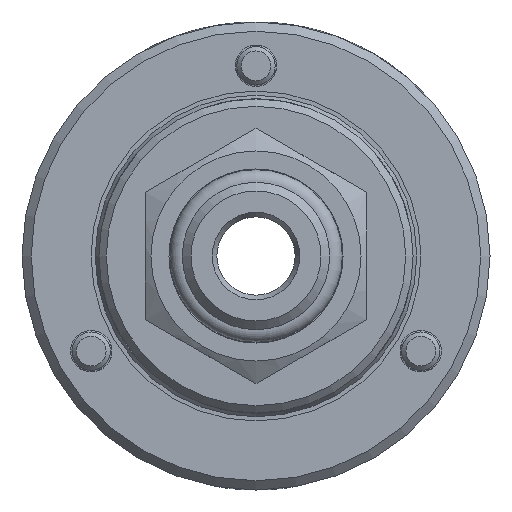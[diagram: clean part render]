
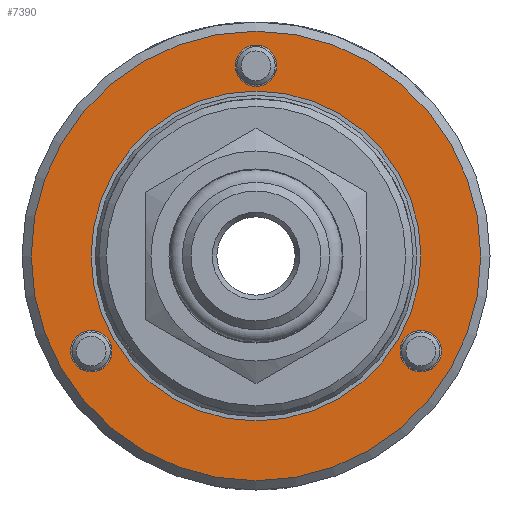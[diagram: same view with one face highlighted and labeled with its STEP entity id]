
A CAD part, left-side view. The second image highlights one B-rep face of the part: STEP entity #7390.
In plain terms, the highlighted planar face has unit normal (-1, 0, 0).
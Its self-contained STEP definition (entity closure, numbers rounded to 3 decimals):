
#1323=FACE_BOUND('',#2631,.T.);
#1324=FACE_BOUND('',#2632,.T.);
#1325=FACE_BOUND('',#2633,.T.);
#1326=FACE_BOUND('',#2634,.T.);
#1565=CIRCLE('',#8031,17.9);
#1566=CIRCLE('',#8032,17.9);
#1567=CIRCLE('',#8034,24.4);
#1568=CIRCLE('',#8035,2.25);
#1569=CIRCLE('',#8036,2.25);
#1570=CIRCLE('',#8037,2.25);
#1774=PLANE('',#8033);
#2166=FACE_OUTER_BOUND('',#2630,.T.);
#2630=EDGE_LOOP('',(#6793));
#2631=EDGE_LOOP('',(#6794));
#2632=EDGE_LOOP('',(#6795));
#2633=EDGE_LOOP('',(#6796));
#2634=EDGE_LOOP('',(#6797,#6798));
#3644=VERTEX_POINT('',#17031);
#3645=VERTEX_POINT('',#17032);
#3646=VERTEX_POINT('',#17037);
#3647=VERTEX_POINT('',#17039);
#3648=VERTEX_POINT('',#17041);
#3649=VERTEX_POINT('',#17043);
#4706=EDGE_CURVE('',#3644,#3645,#1565,.T.);
#4707=EDGE_CURVE('',#3645,#3644,#1566,.T.);
#4709=EDGE_CURVE('',#3646,#3646,#1567,.T.);
#4710=EDGE_CURVE('',#3647,#3647,#1568,.T.);
#4711=EDGE_CURVE('',#3648,#3648,#1569,.T.);
#4712=EDGE_CURVE('',#3649,#3649,#1570,.T.);
#6793=ORIENTED_EDGE('',*,*,#4709,.F.);
#6794=ORIENTED_EDGE('',*,*,#4710,.T.);
#6795=ORIENTED_EDGE('',*,*,#4711,.T.);
#6796=ORIENTED_EDGE('',*,*,#4712,.T.);
#6797=ORIENTED_EDGE('',*,*,#4706,.T.);
#6798=ORIENTED_EDGE('',*,*,#4707,.T.);
#7390=ADVANCED_FACE('',(#2166,#1323,#1324,#1325,#1326),#1774,.F.);
#8031=AXIS2_PLACEMENT_3D('',#17033,#9669,#9670);
#8032=AXIS2_PLACEMENT_3D('',#17034,#9671,#9672);
#8033=AXIS2_PLACEMENT_3D('',#17036,#9674,#9675);
#8034=AXIS2_PLACEMENT_3D('',#17038,#9676,#9677);
#8035=AXIS2_PLACEMENT_3D('',#17040,#9678,#9679);
#8036=AXIS2_PLACEMENT_3D('',#17042,#9680,#9681);
#8037=AXIS2_PLACEMENT_3D('',#17044,#9682,#9683);
#9669=DIRECTION('center_axis',(1.,0.,0.));
#9670=DIRECTION('ref_axis',(0.,-1.,0.));
#9671=DIRECTION('center_axis',(1.,0.,0.));
#9672=DIRECTION('ref_axis',(0.,-1.,0.));
#9674=DIRECTION('center_axis',(1.,0.,0.));
#9675=DIRECTION('ref_axis',(0.,0.,-1.));
#9676=DIRECTION('center_axis',(1.,0.,0.));
#9677=DIRECTION('ref_axis',(0.,-1.,0.));
#9678=DIRECTION('center_axis',(1.,0.,0.));
#9679=DIRECTION('ref_axis',(0.,0.,-1.));
#9680=DIRECTION('center_axis',(1.,0.,0.));
#9681=DIRECTION('ref_axis',(0.,0.866,0.5));
#9682=DIRECTION('center_axis',(1.,0.,0.));
#9683=DIRECTION('ref_axis',(0.,-0.866,0.5));
#17031=CARTESIAN_POINT('',(47.,-17.9,0.));
#17032=CARTESIAN_POINT('',(47.,17.9,0.));
#17033=CARTESIAN_POINT('Origin',(47.,0.,0.));
#17034=CARTESIAN_POINT('Origin',(47.,0.,0.));
#17036=CARTESIAN_POINT('Origin',(47.,0.,25.4));
#17037=CARTESIAN_POINT('',(47.,24.4,0.));
#17038=CARTESIAN_POINT('Origin',(47.,0.,0.));
#17039=CARTESIAN_POINT('',(47.,0.,22.9));
#17040=CARTESIAN_POINT('Origin',(47.,0.,20.65));
#17041=CARTESIAN_POINT('',(47.,-19.832,-11.45));
#17042=CARTESIAN_POINT('Origin',(47.,-17.883,-10.325));
#17043=CARTESIAN_POINT('',(47.,19.832,-11.45));
#17044=CARTESIAN_POINT('Origin',(47.,17.883,-10.325));
